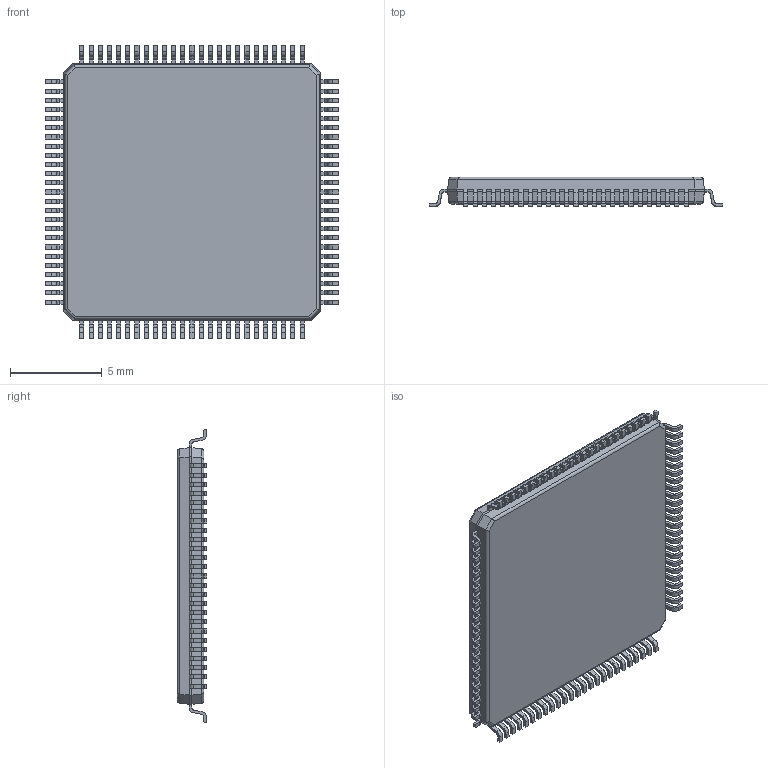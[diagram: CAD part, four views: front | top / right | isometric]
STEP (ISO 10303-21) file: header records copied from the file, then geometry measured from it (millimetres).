
FILE_DESCRIPTION (( 'STEP AP214' ), '1' );
FILE_NAME ('STM32H563VIT6.STEP', '2024-01-25T12:15:14', ( 'LENOVO' ), ( '' ), 'SwSTEP 2.0', 'SolidWorks 2021', '' );
FILE_SCHEMA (( 'AUTOMOTIVE_DESIGN' ));
Length unit declared in the file: millimetre
Products named in the file (1): STM32H563VIT6
Bounding box: 16 x 1.6 x 16 mm (x, y, z)
Volume: 285.1 mm3; surface area: 576.1 mm2
Topology: 102 solids, 102 shells, 1449 faces, 3716 edges, 2472 vertices
Faces by surface type: plane 1029, cylinder 420
Entity records: 44969 total; most frequent: CARTESIAN_POINT 7926, ORIENTED_EDGE 7432, DIRECTION 7408, EDGE_CURVE 3716, VECTOR 2892, LINE 2892, VERTEX_POINT 2472, AXIS2_PLACEMENT_3D 2258
